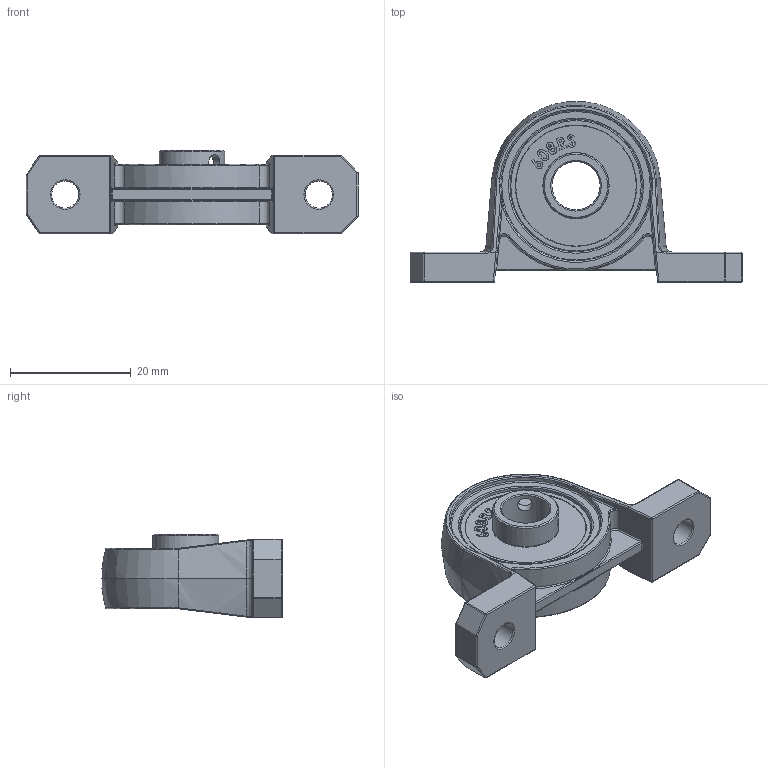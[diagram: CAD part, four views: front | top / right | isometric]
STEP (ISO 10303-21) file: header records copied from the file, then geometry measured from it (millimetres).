
FILE_DESCRIPTION(/* description */ (''),/* implementation_level */ '2;1');
FILE_NAME(/* name */ 'KP08 lager as bevestiging v1.step',/* time_stamp */ '2024-03-11T22:17:03+01:00',/* author */ (''),/* organization */ (''),/* preprocessor_version */ 'ST-DEVELOPER v20',/* originating_system */ 'Autodesk Translation Framework v12.20.1.177',/* authorisation */ '');
FILE_SCHEMA (('AUTOMOTIVE_DESIGN { 1 0 10303 214 3 1 1 }'));
Length unit declared in the file: millimetre
Products named in the file (3): KP08 lager as bevestiging; KP08; 608RS
Assembly tree (2 placements, depth 2):
  KP08 lager as bevestiging
    KP08
    608RS
Bounding box: 55 x 29.95 x 13.85 mm (x, y, z)
Volume: 6345.6 mm3; surface area: 5054.7 mm2
Topology: 2 solids, 2 shells, 427 faces, 1040 edges, 612 vertices
Faces by surface type: bspline 168, plane 96, cylinder 92, sphere 36, torus 26, cone 9
Full cylindrical faces by diameter (mm): 2.5 x2, 4.5 x2, 8 x1, 10.9 x1, 11 x2, 20 x2, 22 x2, 25 x2
Entity records: 20505 total; most frequent: CARTESIAN_POINT 11324, ORIENTED_EDGE 2024, DIRECTION 1555, EDGE_CURVE 1012, VERTEX_POINT 612, AXIS2_PLACEMENT_3D 582, EDGE_LOOP 462, FACE_OUTER_BOUND 427
